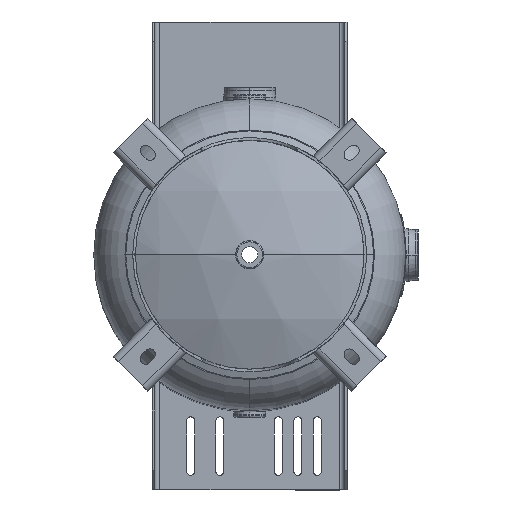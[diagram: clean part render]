
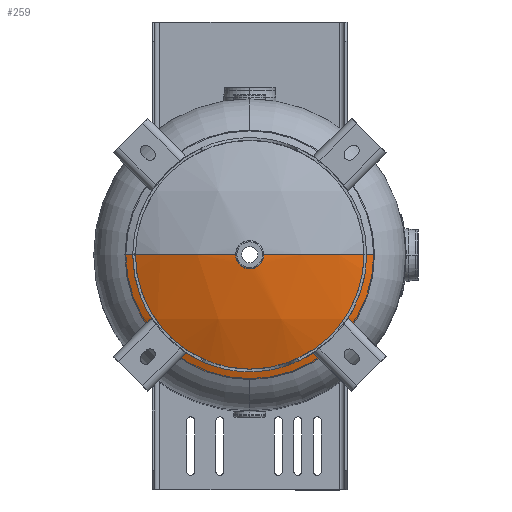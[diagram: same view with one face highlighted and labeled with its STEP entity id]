
A CAD part, top view. The second image highlights one B-rep face of the part: STEP entity #259.
In plain terms, the highlighted spherical face has radius 365.76 mm.
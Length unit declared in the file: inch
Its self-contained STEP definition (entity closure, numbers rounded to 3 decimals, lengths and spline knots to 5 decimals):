
#148 = CIRCLE ( 'NONE', #1735, 14.4 ) ;
#176 = ORIENTED_EDGE ( 'NONE', *, *, #12376, .F. ) ;
#259 = ADVANCED_FACE ( 'NONE', ( #9401 ), #14438, .T. ) ;
#386 = VERTEX_POINT ( 'NONE', #10180 ) ;
#787 = ORIENTED_EDGE ( 'NONE', *, *, #7261, .T. ) ;
#853 = AXIS2_PLACEMENT_3D ( 'NONE', #3045, #8098, #2887 ) ;
#1657 = DIRECTION ( 'NONE',  ( 0., 0., -1. ) ) ;
#1700 = EDGE_LOOP ( 'NONE', ( #176, #787, #12644, #14969, #7190 ) ) ;
#1735 = AXIS2_PLACEMENT_3D ( 'NONE', #3538, #12041, #8422 ) ;
#2634 = AXIS2_PLACEMENT_3D ( 'NONE', #8346, #15842, #4451 ) ;
#2699 = EDGE_CURVE ( 'NONE', #8408, #7685, #11876, .T. ) ;
#2827 = DIRECTION ( 'NONE',  ( -1., 0., 0. ) ) ;
#2887 = DIRECTION ( 'NONE',  ( 1., 0., 0. ) ) ;
#3045 = CARTESIAN_POINT ( 'NONE',  ( 0., -9.39011, 0. ) ) ;
#3149 = CIRCLE ( 'NONE', #2634, 0.7215 ) ;
#3423 = CARTESIAN_POINT ( 'NONE',  ( 0., 3.5095, 0. ) ) ;
#3538 = CARTESIAN_POINT ( 'NONE',  ( 0., -9.39011, 0. ) ) ;
#4320 = VERTEX_POINT ( 'NONE', #14712 ) ;
#4451 = DIRECTION ( 'NONE',  ( 0., 0., -1. ) ) ;
#4763 = AXIS2_PLACEMENT_3D ( 'NONE', #10267, #1657, #2827 ) ;
#5913 = EDGE_CURVE ( 'NONE', #5932, #4320, #8791, .T. ) ;
#5932 = VERTEX_POINT ( 'NONE', #9118 ) ;
#7172 = CARTESIAN_POINT ( 'NONE',  ( 0., 3.5095, 0. ) ) ;
#7190 = ORIENTED_EDGE ( 'NONE', *, *, #2699, .F. ) ;
#7261 = EDGE_CURVE ( 'NONE', #386, #4320, #148, .T. ) ;
#7427 = CARTESIAN_POINT ( 'NONE',  ( 6.4, 3.5095, 0. ) ) ;
#7685 = VERTEX_POINT ( 'NONE', #7427 ) ;
#7726 = CARTESIAN_POINT ( 'NONE',  ( 0.7215, 4.9918, 0. ) ) ;
#8098 = DIRECTION ( 'NONE',  ( 0., 0., 1. ) ) ;
#8346 = CARTESIAN_POINT ( 'NONE',  ( 0., 4.9918, 0. ) ) ;
#8408 = VERTEX_POINT ( 'NONE', #7726 ) ;
#8422 = DIRECTION ( 'NONE',  ( 1., 0., 0. ) ) ;
#8479 = DIRECTION ( 'NONE',  ( 0., -1., 0. ) ) ;
#8791 = CIRCLE ( 'NONE', #13528, 6.4 ) ;
#8881 = CIRCLE ( 'NONE', #14405, 6.4 ) ;
#9118 = CARTESIAN_POINT ( 'NONE',  ( 0., 3.5095, 6.4 ) ) ;
#9401 = FACE_OUTER_BOUND ( 'NONE', #1700, .T. ) ;
#10180 = CARTESIAN_POINT ( 'NONE',  ( -0.7215, 4.9918, 0. ) ) ;
#10267 = CARTESIAN_POINT ( 'NONE',  ( 0., -9.39011, 0. ) ) ;
#10733 = EDGE_CURVE ( 'NONE', #7685, #5932, #8881, .T. ) ;
#11876 = CIRCLE ( 'NONE', #4763, 14.4 ) ;
#12041 = DIRECTION ( 'NONE',  ( 0., 0., 1. ) ) ;
#12376 = EDGE_CURVE ( 'NONE', #386, #8408, #3149, .T. ) ;
#12644 = ORIENTED_EDGE ( 'NONE', *, *, #5913, .F. ) ;
#12753 = DIRECTION ( 'NONE',  ( 0., 0., -1. ) ) ;
#13528 = AXIS2_PLACEMENT_3D ( 'NONE', #3423, #8479, #12753 ) ;
#13584 = DIRECTION ( 'NONE',  ( 0., -1., 0. ) ) ;
#14405 = AXIS2_PLACEMENT_3D ( 'NONE', #7172, #13584, #15817 ) ;
#14438 = SPHERICAL_SURFACE ( 'NONE', #853, 14.4 ) ;
#14712 = CARTESIAN_POINT ( 'NONE',  ( -6.4, 3.5095, 0. ) ) ;
#14969 = ORIENTED_EDGE ( 'NONE', *, *, #10733, .F. ) ;
#15817 = DIRECTION ( 'NONE',  ( 0., 0., -1. ) ) ;
#15842 = DIRECTION ( 'NONE',  ( 0., 1., 0. ) ) ;
